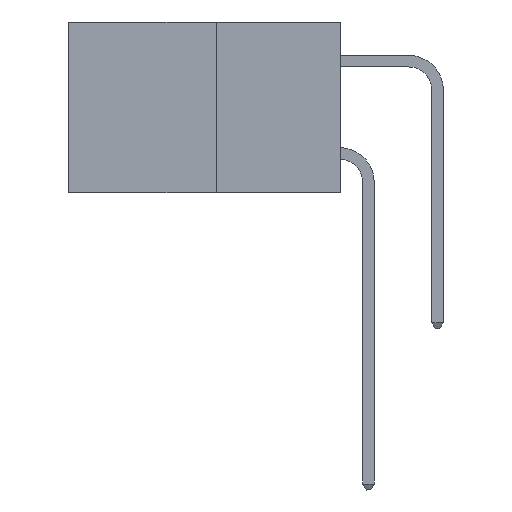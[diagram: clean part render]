
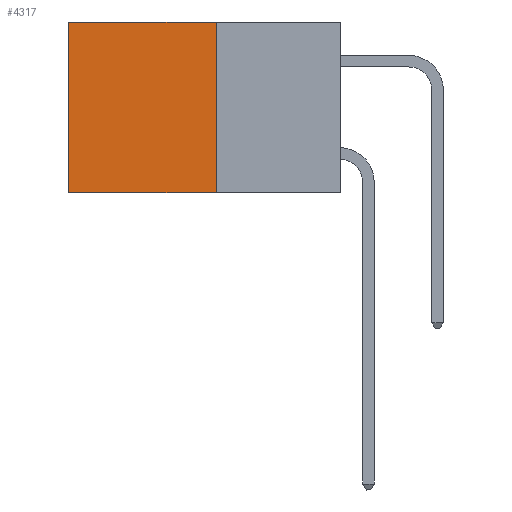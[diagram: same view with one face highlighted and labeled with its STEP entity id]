
A CAD part, left-side view. The second image highlights one B-rep face of the part: STEP entity #4317.
In plain terms, the highlighted planar face has unit normal (-1, 0, 0).
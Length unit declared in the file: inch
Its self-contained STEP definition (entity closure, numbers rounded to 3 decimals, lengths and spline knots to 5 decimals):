
#31 = LINE ( 'NONE', #9163, #6475 ) ;
#739 = VERTEX_POINT ( 'NONE', #5808 ) ;
#788 = CARTESIAN_POINT ( 'NONE',  ( 0.277, 0.27, -0.37 ) ) ;
#1174 = DIRECTION ( 'NONE',  ( 0., 0., -1. ) ) ;
#1517 = VERTEX_POINT ( 'NONE', #7922 ) ;
#2211 = ORIENTED_EDGE ( 'NONE', *, *, #7151, .T. ) ;
#2341 = EDGE_LOOP ( 'NONE', ( #2211, #4122, #3862, #2677 ) ) ;
#2381 = EDGE_CURVE ( 'NONE', #6811, #739, #9464, .T. ) ;
#2677 = ORIENTED_EDGE ( 'NONE', *, *, #3355, .T. ) ;
#3017 = DIRECTION ( 'NONE',  ( 0., 0., -1. ) ) ;
#3355 = EDGE_CURVE ( 'NONE', #8454, #1517, #7560, .T. ) ;
#3862 = ORIENTED_EDGE ( 'NONE', *, *, #4175, .F. ) ;
#4122 = ORIENTED_EDGE ( 'NONE', *, *, #2381, .F. ) ;
#4175 = EDGE_CURVE ( 'NONE', #8454, #6811, #31, .T. ) ;
#4317 = ADVANCED_FACE ( 'NONE', ( #5459 ), #5312, .F. ) ;
#5305 = CARTESIAN_POINT ( 'NONE',  ( 0.277, 0.27, -0.37 ) ) ;
#5312 = PLANE ( 'NONE',  #10282 ) ;
#5459 = FACE_OUTER_BOUND ( 'NONE', #2341, .T. ) ;
#5808 = CARTESIAN_POINT ( 'NONE',  ( 0.277, 0.59, -0.37 ) ) ;
#5933 = CARTESIAN_POINT ( 'NONE',  ( 0.277, 0.27, -0.37 ) ) ;
#6475 = VECTOR ( 'NONE', #3017, 39.37008 ) ;
#6623 = VECTOR ( 'NONE', #9268, 39.37008 ) ;
#6724 = VECTOR ( 'NONE', #8886, 39.37008 ) ;
#6802 = DIRECTION ( 'NONE',  ( 0., 0., -1. ) ) ;
#6811 = VERTEX_POINT ( 'NONE', #5305 ) ;
#7081 = LINE ( 'NONE', #7889, #9130 ) ;
#7151 = EDGE_CURVE ( 'NONE', #1517, #739, #7081, .T. ) ;
#7560 = LINE ( 'NONE', #10749, #6724 ) ;
#7889 = CARTESIAN_POINT ( 'NONE',  ( 0.277, 0.59, -0.37 ) ) ;
#7922 = CARTESIAN_POINT ( 'NONE',  ( 0.277, 0.59, 0. ) ) ;
#8454 = VERTEX_POINT ( 'NONE', #11012 ) ;
#8886 = DIRECTION ( 'NONE',  ( 0., 1., 0. ) ) ;
#9017 = DIRECTION ( 'NONE',  ( 1., 0., 0. ) ) ;
#9130 = VECTOR ( 'NONE', #6802, 39.37008 ) ;
#9163 = CARTESIAN_POINT ( 'NONE',  ( 0.277, 0.27, -0.37 ) ) ;
#9268 = DIRECTION ( 'NONE',  ( 0., 1., 0. ) ) ;
#9464 = LINE ( 'NONE', #5933, #6623 ) ;
#10282 = AXIS2_PLACEMENT_3D ( 'NONE', #788, #9017, #1174 ) ;
#10749 = CARTESIAN_POINT ( 'NONE',  ( 0.277, 0.27, 0. ) ) ;
#11012 = CARTESIAN_POINT ( 'NONE',  ( 0.277, 0.27, 0. ) ) ;
